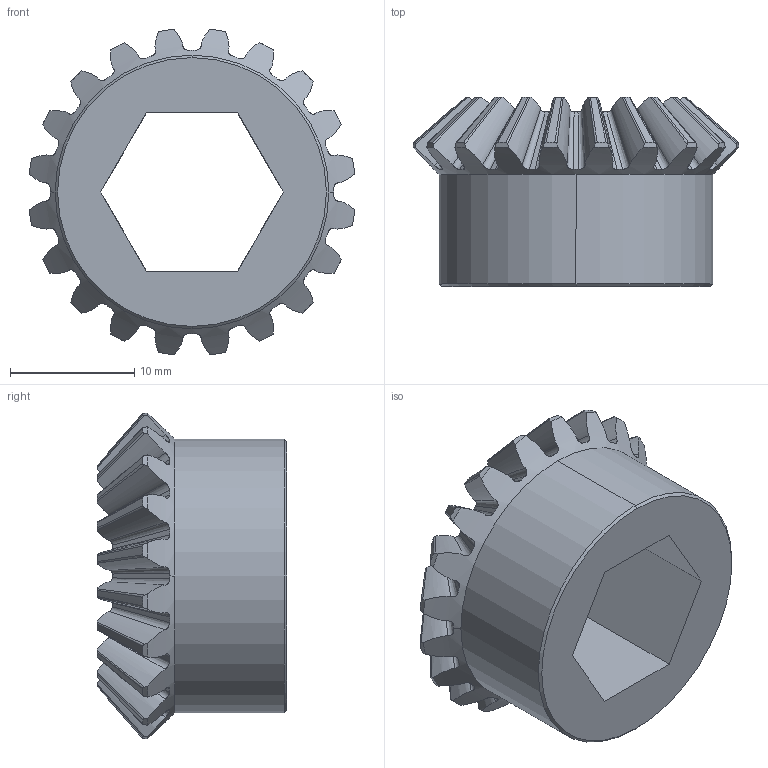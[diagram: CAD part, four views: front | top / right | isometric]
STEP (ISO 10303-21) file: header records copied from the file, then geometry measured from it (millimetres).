
FILE_DESCRIPTION (( 'STEP AP203' ), '1' );
FILE_NAME ('am-3772 1.25, 20T, 500 Hex Bore.STEP', '2017-11-30T18:21:54', ( '' ), ( '' ), 'SwSTEP 2.0', 'SolidWorks 2017', '' );
FILE_SCHEMA (( 'CONFIG_CONTROL_DESIGN' ));
Length unit declared in the file: metre
Products named in the file (1): am-3772 1.25, 20T, 500 Hex Bore
Bounding box: 26.17 x 15.2 x 26.17 mm (x, y, z)
Volume: 3369.2 mm3; surface area: 2457.5 mm2
Topology: 1 solids, 1 shells, 221 faces, 658 edges, 438 vertices
Faces by surface type: bspline 140, plane 33, cone 26, cylinder 22
Entity records: 15053 total; most frequent: CARTESIAN_POINT 9996, ORIENTED_EDGE 1316, EDGE_CURVE 658, DIRECTION 618, VERTEX_POINT 438, B_SPLINE_CURVE_WITH_KNOTS 338, EDGE_LOOP 222, FACE_OUTER_BOUND 221
